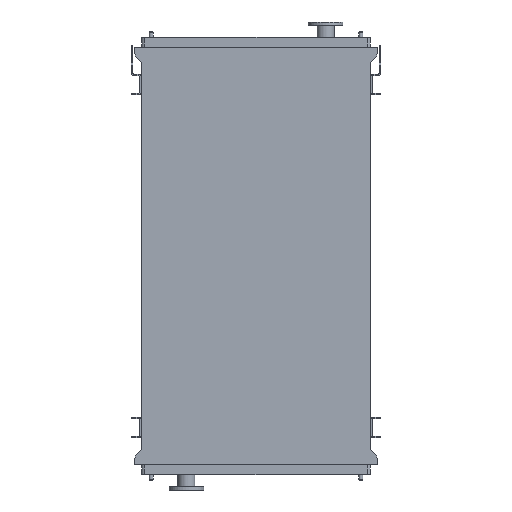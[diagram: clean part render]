
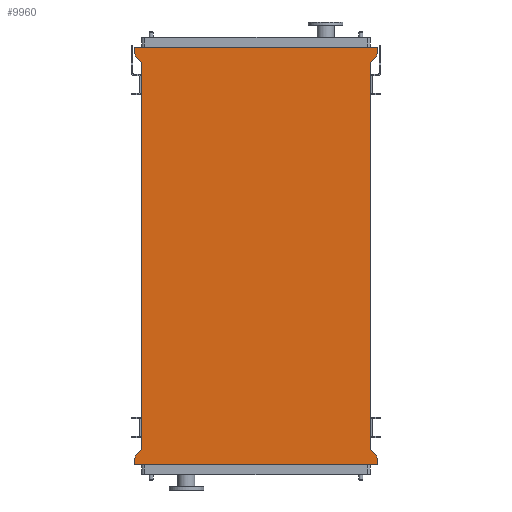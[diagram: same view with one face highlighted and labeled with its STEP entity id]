
A CAD part, front view. The second image highlights one B-rep face of the part: STEP entity #9960.
In plain terms, the highlighted planar face has unit normal (0, -1, 0).
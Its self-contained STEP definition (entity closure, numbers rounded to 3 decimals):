
#124 = DIRECTION ( 'NONE',  ( 0., 0., 1. ) ) ;
#130 = VECTOR ( 'NONE', #1170, 1000. ) ;
#241 = CARTESIAN_POINT ( 'NONE',  ( -725., 0., -2450. ) ) ;
#452 = DIRECTION ( 'NONE',  ( 0.655, 0., -0.755 ) ) ;
#587 = CARTESIAN_POINT ( 'NONE',  ( 725., 0., -2450. ) ) ;
#603 = LINE ( 'NONE', #718, #130 ) ;
#694 = CARTESIAN_POINT ( 'NONE',  ( 725., 0., 0. ) ) ;
#718 = CARTESIAN_POINT ( 'NONE',  ( 771., 0., -2503. ) ) ;
#1051 = VECTOR ( 'NONE', #1383, 1000. ) ;
#1170 = DIRECTION ( 'NONE',  ( 0., 0., -1. ) ) ;
#1265 = DIRECTION ( 'NONE',  ( -1., 0., 0. ) ) ;
#1306 = DIRECTION ( 'NONE',  ( 0., 0., 1. ) ) ;
#1325 = CARTESIAN_POINT ( 'NONE',  ( -771., 0., -2545. ) ) ;
#1383 = DIRECTION ( 'NONE',  ( 0.655, 0., 0.755 ) ) ;
#1433 = VERTEX_POINT ( 'NONE', #13057 ) ;
#1497 = DIRECTION ( 'NONE',  ( -0.655, 0., 0.755 ) ) ;
#1518 = LINE ( 'NONE', #1827, #1051 ) ;
#1552 = CARTESIAN_POINT ( 'NONE',  ( -725., 0., 0. ) ) ;
#1555 = VECTOR ( 'NONE', #1616, 1000. ) ;
#1616 = DIRECTION ( 'NONE',  ( 1., 0., 0. ) ) ;
#1827 = CARTESIAN_POINT ( 'NONE',  ( -771., 0., -2503. ) ) ;
#1866 = CARTESIAN_POINT ( 'NONE',  ( 771., 0., -2545. ) ) ;
#1892 = DIRECTION ( 'NONE',  ( 0., 0., 1. ) ) ;
#1913 = CARTESIAN_POINT ( 'NONE',  ( -771., 0., 53. ) ) ;
#2042 = CARTESIAN_POINT ( 'NONE',  ( 771., 0., 95. ) ) ;
#2049 = DIRECTION ( 'NONE',  ( -0.655, 0., -0.755 ) ) ;
#2100 = ORIENTED_EDGE ( 'NONE', *, *, #6772, .F. ) ;
#2142 = CARTESIAN_POINT ( 'NONE',  ( 771., 0., 53. ) ) ;
#2430 = LINE ( 'NONE', #2042, #6445 ) ;
#2644 = DIRECTION ( 'NONE',  ( 0., 0., -1. ) ) ;
#2680 = VERTEX_POINT ( 'NONE', #13343 ) ;
#2767 = CARTESIAN_POINT ( 'NONE',  ( -725., 0., -2450. ) ) ;
#2828 = VERTEX_POINT ( 'NONE', #16335 ) ;
#2869 = CARTESIAN_POINT ( 'NONE',  ( 725., 0., -2450. ) ) ;
#2912 = DIRECTION ( 'NONE',  ( 0., 0., 1. ) ) ;
#3041 = ORIENTED_EDGE ( 'NONE', *, *, #6860, .F. ) ;
#3131 = CARTESIAN_POINT ( 'NONE',  ( -771., 0., 95. ) ) ;
#3340 = CARTESIAN_POINT ( 'NONE',  ( -725., 0., 0. ) ) ;
#3422 = VECTOR ( 'NONE', #2912, 1000. ) ;
#3736 = DIRECTION ( 'NONE',  ( 0., 0., -1. ) ) ;
#3776 = CARTESIAN_POINT ( 'NONE',  ( 771., 0., 53. ) ) ;
#3798 = DIRECTION ( 'NONE',  ( 0., -1., 0. ) ) ;
#3974 = CARTESIAN_POINT ( 'NONE',  ( -725., 0., -2450. ) ) ;
#4000 = FACE_OUTER_BOUND ( 'NONE', #10806, .T. ) ;
#4067 = PLANE ( 'NONE',  #4675 ) ;
#4114 = VERTEX_POINT ( 'NONE', #12999 ) ;
#4310 = CARTESIAN_POINT ( 'NONE',  ( 771., 0., -2545. ) ) ;
#4348 = VERTEX_POINT ( 'NONE', #3776 ) ;
#4373 = CARTESIAN_POINT ( 'NONE',  ( -771., 0., -2545. ) ) ;
#4557 = VECTOR ( 'NONE', #1265, 1000. ) ;
#4675 = AXIS2_PLACEMENT_3D ( 'NONE', #3974, #3798, #3736 ) ;
#5516 = VECTOR ( 'NONE', #1497, 1000. ) ;
#5638 = ORIENTED_EDGE ( 'NONE', *, *, #6683, .T. ) ;
#5746 = EDGE_CURVE ( 'NONE', #4114, #2828, #12576, .T. ) ;
#6181 = EDGE_CURVE ( 'NONE', #6721, #13763, #10186, .T. ) ;
#6445 = VECTOR ( 'NONE', #2644, 1000. ) ;
#6576 = ORIENTED_EDGE ( 'NONE', *, *, #6832, .F. ) ;
#6683 = EDGE_CURVE ( 'NONE', #14834, #9293, #7345, .T. ) ;
#6721 = VERTEX_POINT ( 'NONE', #2767 ) ;
#6772 = EDGE_CURVE ( 'NONE', #4348, #9293, #15678, .T. ) ;
#6774 = EDGE_CURVE ( 'NONE', #2828, #4348, #2430, .T. ) ;
#6796 = EDGE_CURVE ( 'NONE', #10720, #4114, #10170, .T. ) ;
#6832 = EDGE_CURVE ( 'NONE', #13763, #10720, #9345, .T. ) ;
#6838 = EDGE_CURVE ( 'NONE', #1433, #6721, #1518, .T. ) ;
#6857 = EDGE_CURVE ( 'NONE', #15064, #1433, #12191, .T. ) ;
#6860 = EDGE_CURVE ( 'NONE', #11087, #15064, #14679, .T. ) ;
#6912 = EDGE_CURVE ( 'NONE', #2680, #11087, #603, .T. ) ;
#6915 = EDGE_CURVE ( 'NONE', #14834, #2680, #11131, .T. ) ;
#7323 = CARTESIAN_POINT ( 'NONE',  ( 725., 0., -2450. ) ) ;
#7345 = LINE ( 'NONE', #2869, #3422 ) ;
#7543 = VECTOR ( 'NONE', #452, 1000. ) ;
#9293 = VERTEX_POINT ( 'NONE', #694 ) ;
#9345 = LINE ( 'NONE', #1552, #5516 ) ;
#9870 = ORIENTED_EDGE ( 'NONE', *, *, #6774, .F. ) ;
#9960 = ADVANCED_FACE ( 'NONE', ( #4000 ), #4067, .T. ) ;
#10170 = LINE ( 'NONE', #1913, #12544 ) ;
#10186 = LINE ( 'NONE', #241, #15693 ) ;
#10273 = ORIENTED_EDGE ( 'NONE', *, *, #6181, .F. ) ;
#10720 = VERTEX_POINT ( 'NONE', #12180 ) ;
#10806 = EDGE_LOOP ( 'NONE', ( #5638, #2100, #9870, #12964, #15755, #6576, #10273, #13318, #16064, #3041, #13662, #11043 ) ) ;
#11043 = ORIENTED_EDGE ( 'NONE', *, *, #6915, .F. ) ;
#11087 = VERTEX_POINT ( 'NONE', #4310 ) ;
#11131 = LINE ( 'NONE', #587, #7543 ) ;
#11854 = VECTOR ( 'NONE', #1306, 1000. ) ;
#12180 = CARTESIAN_POINT ( 'NONE',  ( -771., 0., 53. ) ) ;
#12191 = LINE ( 'NONE', #1325, #11854 ) ;
#12544 = VECTOR ( 'NONE', #1892, 1000. ) ;
#12576 = LINE ( 'NONE', #3131, #1555 ) ;
#12885 = VECTOR ( 'NONE', #2049, 1000. ) ;
#12964 = ORIENTED_EDGE ( 'NONE', *, *, #5746, .F. ) ;
#12999 = CARTESIAN_POINT ( 'NONE',  ( -771., 0., 95. ) ) ;
#13057 = CARTESIAN_POINT ( 'NONE',  ( -771., 0., -2503. ) ) ;
#13318 = ORIENTED_EDGE ( 'NONE', *, *, #6838, .F. ) ;
#13343 = CARTESIAN_POINT ( 'NONE',  ( 771., 0., -2503. ) ) ;
#13662 = ORIENTED_EDGE ( 'NONE', *, *, #6912, .F. ) ;
#13763 = VERTEX_POINT ( 'NONE', #3340 ) ;
#14679 = LINE ( 'NONE', #1866, #4557 ) ;
#14834 = VERTEX_POINT ( 'NONE', #7323 ) ;
#15064 = VERTEX_POINT ( 'NONE', #4373 ) ;
#15678 = LINE ( 'NONE', #2142, #12885 ) ;
#15693 = VECTOR ( 'NONE', #124, 1000. ) ;
#15755 = ORIENTED_EDGE ( 'NONE', *, *, #6796, .F. ) ;
#16064 = ORIENTED_EDGE ( 'NONE', *, *, #6857, .F. ) ;
#16335 = CARTESIAN_POINT ( 'NONE',  ( 771., 0., 95. ) ) ;
